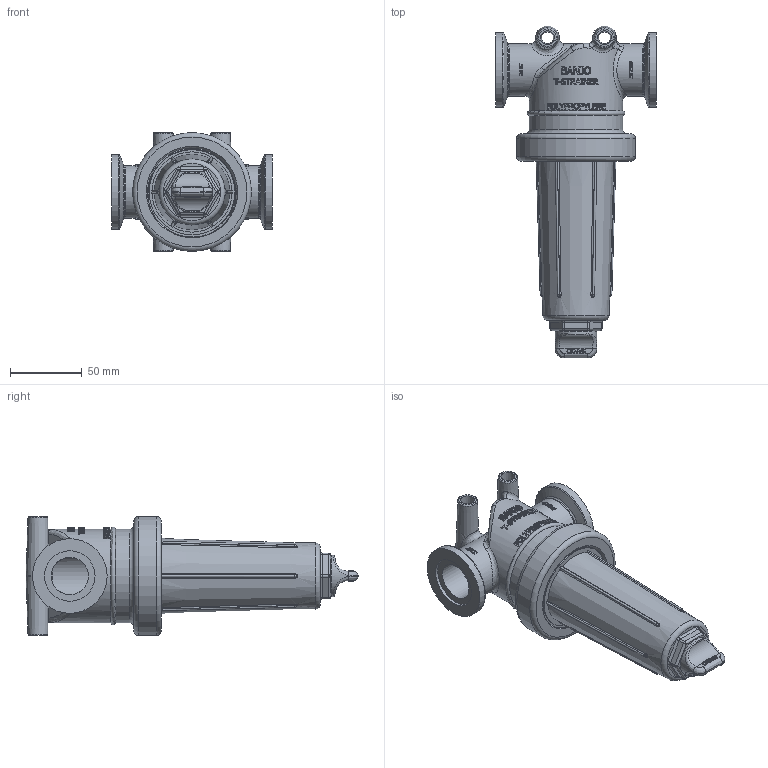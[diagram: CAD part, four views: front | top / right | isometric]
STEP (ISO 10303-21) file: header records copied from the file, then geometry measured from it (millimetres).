
FILE_DESCRIPTION((''),'2;1');
FILE_NAME('MLST100-50.stp','2013-01-08T08:55:52',('areid'),(''),'Autodesk Inventor 2012','Autodesk Inventor 2012','');
FILE_SCHEMA(('AUTOMOTIVE_DESIGN { 1 0 10303 214 1 1 1 1 }'));
Length unit declared in the file: inch
Products named in the file (8): MLST100-50; MLST100-H; LST100-B; LST100-XB; 12777; UV15163; LST100-G; LST150
Assembly tree (7 placements, depth 3):
  MLST100-50
    MLST100-H
    LST100-B
      LST100-XB
      12777
      UV15163
    LST100-G
    LST150
Bounding box: 111.76 x 230.6 x 82.55 mm (x, y, z)
Volume: 310327.8 mm3; surface area: 162980.6 mm2
Topology: 7 solids, 7 shells, 1340 faces, 3505 edges, 2266 vertices
Faces by surface type: plane 692, bspline 414, cylinder 160, torus 41, cone 27, sphere 6
Full cylindrical faces by diameter (mm): 12.7 x1, 18.542 x6, 24.892 x1, 25.527 x1, 25.908 x2, 28.702 x2, 31.75 x1, 34.671 x1, 35.052 x4, 36.093 x2, 36.576 x2, 37.846 x1, 51.054 x1, 51.816 x2, 53.34 x1, 53.848 x1, 55.744 x2, 59.436 x2, 64.77 x2, 82.55 x1
Entity records: 102442 total; most frequent: CARTESIAN_POINT 73152, ORIENTED_EDGE 6720, DIRECTION 4616, EDGE_CURVE 3360, VERTEX_POINT 2219, AXIS2_PLACEMENT_3D 1542, VECTOR 1532, LINE 1532
